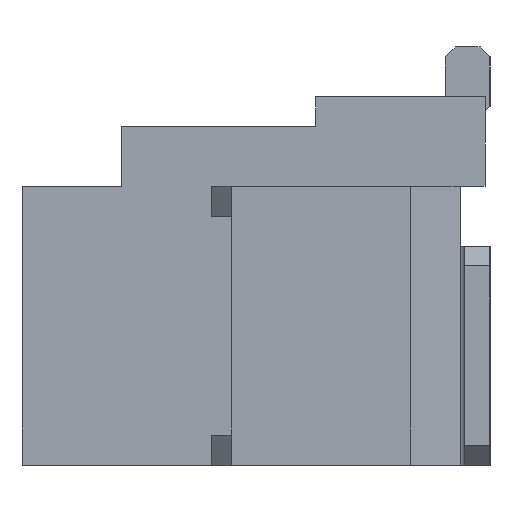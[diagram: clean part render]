
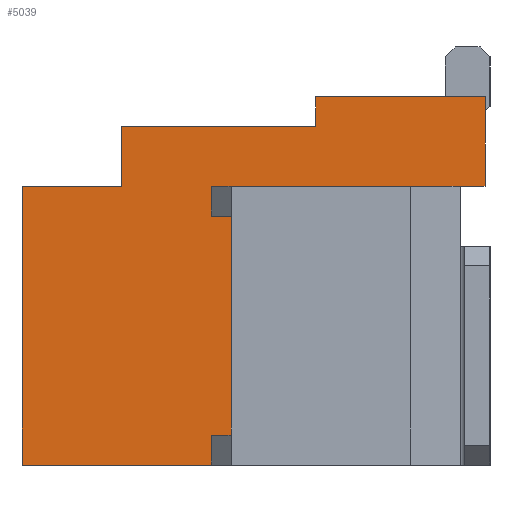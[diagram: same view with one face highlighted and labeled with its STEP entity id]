
A CAD part, left-side view. The second image highlights one B-rep face of the part: STEP entity #5039.
In plain terms, the highlighted planar face has unit normal (-1, 0, 0).
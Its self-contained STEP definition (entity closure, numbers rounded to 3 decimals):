
#5=DIRECTION('',(0.,0.,1.));
#6=VECTOR('',#5,0.9);
#7=CARTESIAN_POINT('',(-4.625,-3.675,1.2));
#8=LINE('',#7,#6);
#101=DIRECTION('',(0.,1.,0.));
#102=VECTOR('',#101,1.7);
#103=CARTESIAN_POINT('',(-4.625,-3.675,2.1));
#104=LINE('',#103,#102);
#313=DIRECTION('',(0.,-1.,0.));
#314=VECTOR('',#313,1.);
#315=CARTESIAN_POINT('',(-4.625,0.975,1.2));
#316=LINE('',#315,#314);
#317=DIRECTION('',(0.,0.,1.));
#318=VECTOR('',#317,0.6);
#319=CARTESIAN_POINT('',(-4.625,-0.025,1.2));
#320=LINE('',#319,#318);
#321=DIRECTION('',(0.,-1.,0.));
#322=VECTOR('',#321,1.95);
#323=CARTESIAN_POINT('',(-4.625,-0.025,1.8));
#324=LINE('',#323,#322);
#325=DIRECTION('',(0.,0.,-1.));
#326=VECTOR('',#325,0.3);
#327=CARTESIAN_POINT('',(-4.625,-1.975,2.1));
#328=LINE('',#327,#326);
#329=DIRECTION('',(0.,1.,0.));
#330=VECTOR('',#329,0.25);
#331=CARTESIAN_POINT('',(-4.625,-3.675,1.2));
#332=LINE('',#331,#330);
#333=DIRECTION('',(0.,-1.,0.));
#334=VECTOR('',#333,2.5);
#335=CARTESIAN_POINT('',(-4.625,-0.925,1.2));
#336=LINE('',#335,#334);
#337=DIRECTION('',(0.,0.,1.));
#338=VECTOR('',#337,0.3);
#339=CARTESIAN_POINT('',(-4.625,-0.925,0.9));
#340=LINE('',#339,#338);
#341=DIRECTION('',(0.,-1.,0.));
#342=VECTOR('',#341,0.7);
#343=CARTESIAN_POINT('',(-4.625,-0.925,0.9));
#344=LINE('',#343,#342);
#345=DIRECTION('',(0.,0.,1.));
#346=VECTOR('',#345,0.3);
#347=CARTESIAN_POINT('',(-4.625,-0.925,-1.6));
#348=LINE('',#347,#346);
#349=DIRECTION('',(0.,1.,0.));
#350=VECTOR('',#349,1.9);
#351=CARTESIAN_POINT('',(-4.625,-0.925,-1.6));
#352=LINE('',#351,#350);
#725=DIRECTION('',(0.,0.,1.));
#726=VECTOR('',#725,2.8);
#727=CARTESIAN_POINT('',(-4.625,0.975,-1.6));
#728=LINE('',#727,#726);
#2259=DIRECTION('',(0.,0.,-1.));
#2260=VECTOR('',#2259,2.2);
#2261=CARTESIAN_POINT('',(-4.625,-1.625,0.9));
#2262=LINE('',#2261,#2260);
#2387=DIRECTION('',(0.,-1.,0.));
#2388=VECTOR('',#2387,0.7);
#2389=CARTESIAN_POINT('',(-4.625,-0.925,-1.3));
#2390=LINE('',#2389,#2388);
#3491=CARTESIAN_POINT('',(-4.625,-0.925,-1.6));
#3492=CARTESIAN_POINT('',(-4.625,0.975,-1.6));
#3493=VERTEX_POINT('',#3491);
#3494=VERTEX_POINT('',#3492);
#3505=CARTESIAN_POINT('',(-4.625,-0.925,1.2));
#3506=VERTEX_POINT('',#3505);
#3523=CARTESIAN_POINT('',(-4.625,-3.675,2.1));
#3524=VERTEX_POINT('',#3523);
#3543=CARTESIAN_POINT('',(-4.625,-1.975,2.1));
#3544=CARTESIAN_POINT('',(-4.625,-1.975,1.8));
#3545=VERTEX_POINT('',#3543);
#3546=VERTEX_POINT('',#3544);
#3552=CARTESIAN_POINT('',(-4.625,-0.025,1.8));
#3554=VERTEX_POINT('',#3552);
#3721=CARTESIAN_POINT('',(-4.625,0.975,1.2));
#3722=CARTESIAN_POINT('',(-4.625,-0.025,1.2));
#3723=VERTEX_POINT('',#3721);
#3724=VERTEX_POINT('',#3722);
#4159=CARTESIAN_POINT('',(-4.625,-0.925,-1.3));
#4160=VERTEX_POINT('',#4159);
#4161=CARTESIAN_POINT('',(-4.625,-0.925,0.9));
#4162=VERTEX_POINT('',#4161);
#4415=CARTESIAN_POINT('',(-4.625,-3.675,1.2));
#4417=VERTEX_POINT('',#4415);
#4431=CARTESIAN_POINT('',(-4.625,-3.425,1.2));
#4432=VERTEX_POINT('',#4431);
#4447=CARTESIAN_POINT('',(-4.625,-1.625,-1.3));
#4449=VERTEX_POINT('',#4447);
#4453=CARTESIAN_POINT('',(-4.625,-1.625,0.9));
#4454=VERTEX_POINT('',#4453);
#5005=CARTESIAN_POINT('',(-4.625,-3.675,-1.6));
#5006=DIRECTION('',(-1.,0.,0.));
#5007=DIRECTION('',(0.,0.,1.));
#5008=AXIS2_PLACEMENT_3D('',#5005,#5006,#5007);
#5009=PLANE('',#5008);
#5011=ORIENTED_EDGE('',*,*,#5010,.T.);
#5013=ORIENTED_EDGE('',*,*,#5012,.T.);
#5015=ORIENTED_EDGE('',*,*,#5014,.T.);
#5017=ORIENTED_EDGE('',*,*,#5016,.F.);
#5018=ORIENTED_EDGE('',*,*,#4693,.F.);
#5019=ORIENTED_EDGE('',*,*,#4566,.F.);
#5020=ORIENTED_EDGE('',*,*,#4633,.T.);
#5022=ORIENTED_EDGE('',*,*,#5021,.F.);
#5024=ORIENTED_EDGE('',*,*,#5023,.F.);
#5026=ORIENTED_EDGE('',*,*,#5025,.T.);
#5028=ORIENTED_EDGE('',*,*,#5027,.T.);
#5030=ORIENTED_EDGE('',*,*,#5029,.F.);
#5032=ORIENTED_EDGE('',*,*,#5031,.F.);
#5034=ORIENTED_EDGE('',*,*,#5033,.T.);
#5036=ORIENTED_EDGE('',*,*,#5035,.T.);
#5037=EDGE_LOOP('',(#5011,#5013,#5015,#5017,#5018,#5019,#5020,#5022,#5024,#5026,
#5028,#5030,#5032,#5034,#5036));
#5038=FACE_OUTER_BOUND('',#5037,.F.);
#5039=ADVANCED_FACE('',(#5038),#5009,.T.);
#4566=EDGE_CURVE('',#4417,#3524,#8,.T.);
#4633=EDGE_CURVE('',#4417,#4432,#332,.T.);
#4693=EDGE_CURVE('',#3524,#3545,#104,.T.);
#5010=EDGE_CURVE('',#3723,#3724,#316,.T.);
#5012=EDGE_CURVE('',#3724,#3554,#320,.T.);
#5014=EDGE_CURVE('',#3554,#3546,#324,.T.);
#5016=EDGE_CURVE('',#3545,#3546,#328,.T.);
#5021=EDGE_CURVE('',#3506,#4432,#336,.T.);
#5023=EDGE_CURVE('',#4162,#3506,#340,.T.);
#5025=EDGE_CURVE('',#4162,#4454,#344,.T.);
#5027=EDGE_CURVE('',#4454,#4449,#2262,.T.);
#5029=EDGE_CURVE('',#4160,#4449,#2390,.T.);
#5031=EDGE_CURVE('',#3493,#4160,#348,.T.);
#5033=EDGE_CURVE('',#3493,#3494,#352,.T.);
#5035=EDGE_CURVE('',#3494,#3723,#728,.T.);
